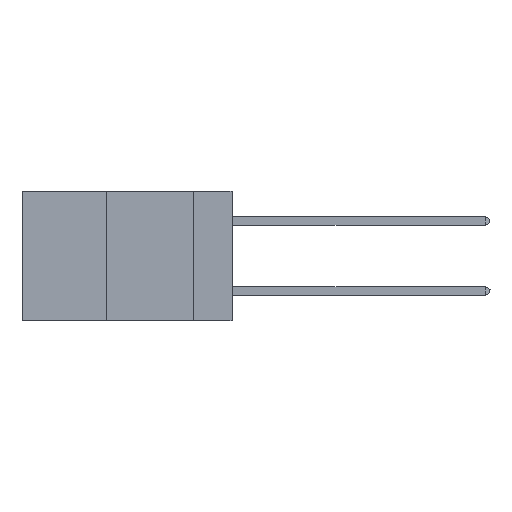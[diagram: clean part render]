
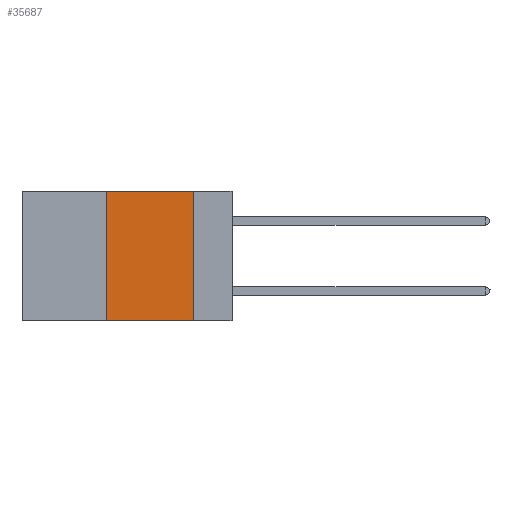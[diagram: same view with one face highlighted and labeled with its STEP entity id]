
A CAD part, left-side view. The second image highlights one B-rep face of the part: STEP entity #35687.
In plain terms, the highlighted planar face has unit normal (-1, 0, 0).
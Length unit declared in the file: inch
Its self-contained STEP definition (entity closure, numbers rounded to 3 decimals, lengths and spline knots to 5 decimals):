
#1604 = LINE ( 'NONE', #8012, #12411 ) ;
#2219 = VERTEX_POINT ( 'NONE', #39408 ) ;
#2457 = CARTESIAN_POINT ( 'NONE',  ( 0., 0.6, 0. ) ) ;
#2823 = VERTEX_POINT ( 'NONE', #17065 ) ;
#3045 = FACE_OUTER_BOUND ( 'NONE', #18380, .T. ) ;
#4973 = DIRECTION ( 'NONE',  ( 0., 0., -1. ) ) ;
#5416 = DIRECTION ( 'NONE',  ( 1., 0., 0. ) ) ;
#5446 = DIRECTION ( 'NONE',  ( 0., 0., -1. ) ) ;
#8012 = CARTESIAN_POINT ( 'NONE',  ( 0., 0.11, 0. ) ) ;
#8383 = VECTOR ( 'NONE', #39718, 39.37008 ) ;
#9092 = EDGE_CURVE ( 'NONE', #19945, #2823, #1604, .T. ) ;
#10805 = CARTESIAN_POINT ( 'NONE',  ( 0., 0.6, -0.37 ) ) ;
#11584 = CARTESIAN_POINT ( 'NONE',  ( 0., 0.11, 0. ) ) ;
#12017 = PLANE ( 'NONE',  #12361 ) ;
#12169 = CARTESIAN_POINT ( 'NONE',  ( 0., 0.36, 0. ) ) ;
#12170 = CARTESIAN_POINT ( 'NONE',  ( 0., 0.6, 0. ) ) ;
#12361 = AXIS2_PLACEMENT_3D ( 'NONE', #12170, #5416, #4973 ) ;
#12411 = VECTOR ( 'NONE', #5446, 39.37008 ) ;
#14824 = EDGE_CURVE ( 'NONE', #28300, #2823, #16859, .T. ) ;
#15102 = LINE ( 'NONE', #2457, #39266 ) ;
#16859 = LINE ( 'NONE', #10805, #31936 ) ;
#17065 = CARTESIAN_POINT ( 'NONE',  ( 0., 0.11, -0.37 ) ) ;
#18226 = ORIENTED_EDGE ( 'NONE', *, *, #9092, .F. ) ;
#18316 = DIRECTION ( 'NONE',  ( 0., -1., 0. ) ) ;
#18380 = EDGE_LOOP ( 'NONE', ( #18226, #41810, #33838, #40596 ) ) ;
#19945 = VERTEX_POINT ( 'NONE', #11584 ) ;
#21272 = EDGE_CURVE ( 'NONE', #28300, #2219, #21317, .T. ) ;
#21317 = LINE ( 'NONE', #12169, #8383 ) ;
#28300 = VERTEX_POINT ( 'NONE', #43422 ) ;
#28535 = EDGE_CURVE ( 'NONE', #2219, #19945, #15102, .T. ) ;
#31936 = VECTOR ( 'NONE', #18316, 39.37008 ) ;
#33482 = DIRECTION ( 'NONE',  ( 0., -1., 0. ) ) ;
#33838 = ORIENTED_EDGE ( 'NONE', *, *, #21272, .F. ) ;
#35687 = ADVANCED_FACE ( 'NONE', ( #3045 ), #12017, .F. ) ;
#39266 = VECTOR ( 'NONE', #33482, 39.37008 ) ;
#39408 = CARTESIAN_POINT ( 'NONE',  ( 0., 0.36, 0. ) ) ;
#39718 = DIRECTION ( 'NONE',  ( 0., 0., 1. ) ) ;
#40596 = ORIENTED_EDGE ( 'NONE', *, *, #14824, .T. ) ;
#41810 = ORIENTED_EDGE ( 'NONE', *, *, #28535, .F. ) ;
#43422 = CARTESIAN_POINT ( 'NONE',  ( 0., 0.36, -0.37 ) ) ;
